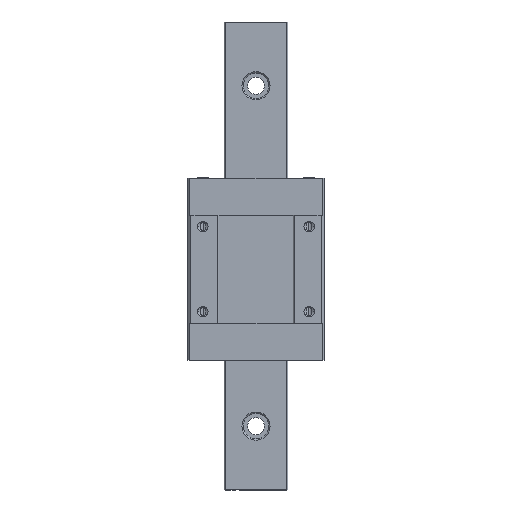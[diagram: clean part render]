
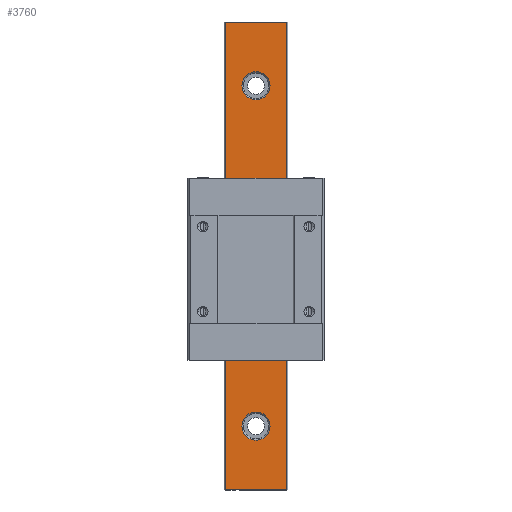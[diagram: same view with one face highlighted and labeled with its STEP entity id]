
A CAD part, top view. The second image highlights one B-rep face of the part: STEP entity #3760.
In plain terms, the highlighted planar face has unit normal (0, 0, 1).
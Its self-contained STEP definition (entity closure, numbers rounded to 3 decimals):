
#213 = CARTESIAN_POINT ( 'NONE',  ( 0., 0., 4.75 ) ) ;
#328 = EDGE_CURVE ( 'NONE', #2398, #5507, #4860, .T. ) ;
#380 = EDGE_LOOP ( 'NONE', ( #529, #4145 ) ) ;
#394 = CARTESIAN_POINT ( 'NONE',  ( 0., 40., 4.75 ) ) ;
#440 = VERTEX_POINT ( 'NONE', #3209 ) ;
#529 = ORIENTED_EDGE ( 'NONE', *, *, #1920, .T. ) ;
#564 = EDGE_LOOP ( 'NONE', ( #5595, #4343 ) ) ;
#612 = CARTESIAN_POINT ( 'NONE',  ( 7.2, -55., 4.75 ) ) ;
#667 = VERTEX_POINT ( 'NONE', #3463 ) ;
#851 = EDGE_CURVE ( 'NONE', #667, #5500, #4283, .T. ) ;
#1004 = VERTEX_POINT ( 'NONE', #4174 ) ;
#1026 = CARTESIAN_POINT ( 'NONE',  ( 3.3, -40., 4.75 ) ) ;
#1070 = ORIENTED_EDGE ( 'NONE', *, *, #1523, .T. ) ;
#1080 = EDGE_CURVE ( 'NONE', #5553, #667, #2990, .T. ) ;
#1082 = PLANE ( 'NONE',  #2877 ) ;
#1133 = AXIS2_PLACEMENT_3D ( 'NONE', #5495, #4252, #3644 ) ;
#1214 = ORIENTED_EDGE ( 'NONE', *, *, #4363, .T. ) ;
#1256 = VERTEX_POINT ( 'NONE', #5227 ) ;
#1469 = DIRECTION ( 'NONE',  ( 0., 1., 0. ) ) ;
#1523 = EDGE_CURVE ( 'NONE', #2359, #5553, #3157, .T. ) ;
#1542 = ORIENTED_EDGE ( 'NONE', *, *, #5284, .T. ) ;
#1608 = AXIS2_PLACEMENT_3D ( 'NONE', #3761, #3150, #2541 ) ;
#1738 = CIRCLE ( 'NONE', #3643, 3.3 ) ;
#1760 = DIRECTION ( 'NONE',  ( 0., -1., 0. ) ) ;
#1839 = CIRCLE ( 'NONE', #5013, 3.3 ) ;
#1920 = EDGE_CURVE ( 'NONE', #4843, #440, #3517, .T. ) ;
#1932 = DIRECTION ( 'NONE',  ( -1., 0., 0. ) ) ;
#2008 = DIRECTION ( 'NONE',  ( 1., 0., 0. ) ) ;
#2090 = CARTESIAN_POINT ( 'NONE',  ( 7.2, -55., 4.75 ) ) ;
#2102 = FACE_BOUND ( 'NONE', #380, .T. ) ;
#2165 = DIRECTION ( 'NONE',  ( 1., 0., 0. ) ) ;
#2183 = VECTOR ( 'NONE', #3062, 1000. ) ;
#2241 = ORIENTED_EDGE ( 'NONE', *, *, #5028, .T. ) ;
#2256 = FACE_BOUND ( 'NONE', #564, .T. ) ;
#2359 = VERTEX_POINT ( 'NONE', #5609 ) ;
#2367 = CARTESIAN_POINT ( 'NONE',  ( -7.2, -55., 4.75 ) ) ;
#2384 = CARTESIAN_POINT ( 'NONE',  ( -3.3, 0., 4.75 ) ) ;
#2398 = VERTEX_POINT ( 'NONE', #2384 ) ;
#2541 = DIRECTION ( 'NONE',  ( 1., 0., 0. ) ) ;
#2547 = CARTESIAN_POINT ( 'NONE',  ( -7.2, 55., 4.75 ) ) ;
#2565 = FACE_BOUND ( 'NONE', #5070, .T. ) ;
#2617 = DIRECTION ( 'NONE',  ( 0., 0., -1. ) ) ;
#2701 = LINE ( 'NONE', #2090, #4695 ) ;
#2779 = DIRECTION ( 'NONE',  ( 0., 0., -1. ) ) ;
#2796 = ORIENTED_EDGE ( 'NONE', *, *, #1080, .T. ) ;
#2843 = VECTOR ( 'NONE', #1760, 1000. ) ;
#2877 = AXIS2_PLACEMENT_3D ( 'NONE', #5246, #4622, #4012 ) ;
#2928 = VECTOR ( 'NONE', #1932, 1000. ) ;
#2944 = EDGE_CURVE ( 'NONE', #5507, #2398, #1738, .T. ) ;
#2990 = LINE ( 'NONE', #2367, #2843 ) ;
#3062 = DIRECTION ( 'NONE',  ( 1., 0., 0. ) ) ;
#3150 = DIRECTION ( 'NONE',  ( 0., 0., -1. ) ) ;
#3157 = LINE ( 'NONE', #2547, #2928 ) ;
#3209 = CARTESIAN_POINT ( 'NONE',  ( -3.3, -40., 4.75 ) ) ;
#3394 = CARTESIAN_POINT ( 'NONE',  ( 0., -40., 4.75 ) ) ;
#3463 = CARTESIAN_POINT ( 'NONE',  ( -7.2, -55., 4.75 ) ) ;
#3517 = CIRCLE ( 'NONE', #1608, 3.3 ) ;
#3643 = AXIS2_PLACEMENT_3D ( 'NONE', #213, #5613, #4994 ) ;
#3644 = DIRECTION ( 'NONE',  ( 1., 0., 0. ) ) ;
#3674 = CARTESIAN_POINT ( 'NONE',  ( -7.2, -55., 4.75 ) ) ;
#3751 = ORIENTED_EDGE ( 'NONE', *, *, #851, .T. ) ;
#3760 = ADVANCED_FACE ( 'NONE', ( #5778, #2102, #2256, #2565 ), #1082, .T. ) ;
#3761 = CARTESIAN_POINT ( 'NONE',  ( 0., -40., 4.75 ) ) ;
#3847 = CARTESIAN_POINT ( 'NONE',  ( 0., 40., 4.75 ) ) ;
#4012 = DIRECTION ( 'NONE',  ( 1., 0., 0. ) ) ;
#4145 = ORIENTED_EDGE ( 'NONE', *, *, #4228, .T. ) ;
#4174 = CARTESIAN_POINT ( 'NONE',  ( 3.3, 40., 4.75 ) ) ;
#4228 = EDGE_CURVE ( 'NONE', #440, #4843, #4546, .T. ) ;
#4252 = DIRECTION ( 'NONE',  ( 0., 0., -1. ) ) ;
#4283 = LINE ( 'NONE', #3674, #2183 ) ;
#4339 = AXIS2_PLACEMENT_3D ( 'NONE', #3394, #2779, #2165 ) ;
#4343 = ORIENTED_EDGE ( 'NONE', *, *, #328, .T. ) ;
#4363 = EDGE_CURVE ( 'NONE', #5500, #2359, #2701, .T. ) ;
#4546 = CIRCLE ( 'NONE', #4339, 3.3 ) ;
#4622 = DIRECTION ( 'NONE',  ( 0., 0., 1. ) ) ;
#4660 = AXIS2_PLACEMENT_3D ( 'NONE', #3847, #2617, #2008 ) ;
#4695 = VECTOR ( 'NONE', #1469, 1000. ) ;
#4843 = VERTEX_POINT ( 'NONE', #1026 ) ;
#4860 = CIRCLE ( 'NONE', #1133, 3.3 ) ;
#4994 = DIRECTION ( 'NONE',  ( 1., 0., 0. ) ) ;
#5013 = AXIS2_PLACEMENT_3D ( 'NONE', #394, #5798, #5181 ) ;
#5028 = EDGE_CURVE ( 'NONE', #1004, #1256, #5965, .T. ) ;
#5070 = EDGE_LOOP ( 'NONE', ( #2241, #1542 ) ) ;
#5181 = DIRECTION ( 'NONE',  ( 1., 0., 0. ) ) ;
#5227 = CARTESIAN_POINT ( 'NONE',  ( -3.3, 40., 4.75 ) ) ;
#5246 = CARTESIAN_POINT ( 'NONE',  ( -7.2, -55., 4.75 ) ) ;
#5284 = EDGE_CURVE ( 'NONE', #1256, #1004, #1839, .T. ) ;
#5495 = CARTESIAN_POINT ( 'NONE',  ( 0., 0., 4.75 ) ) ;
#5500 = VERTEX_POINT ( 'NONE', #612 ) ;
#5507 = VERTEX_POINT ( 'NONE', #6005 ) ;
#5553 = VERTEX_POINT ( 'NONE', #5626 ) ;
#5595 = ORIENTED_EDGE ( 'NONE', *, *, #2944, .T. ) ;
#5609 = CARTESIAN_POINT ( 'NONE',  ( 7.2, 55., 4.75 ) ) ;
#5613 = DIRECTION ( 'NONE',  ( 0., 0., -1. ) ) ;
#5626 = CARTESIAN_POINT ( 'NONE',  ( -7.2, 55., 4.75 ) ) ;
#5777 = EDGE_LOOP ( 'NONE', ( #3751, #1214, #1070, #2796 ) ) ;
#5778 = FACE_OUTER_BOUND ( 'NONE', #5777, .T. ) ;
#5798 = DIRECTION ( 'NONE',  ( 0., 0., -1. ) ) ;
#5965 = CIRCLE ( 'NONE', #4660, 3.3 ) ;
#6005 = CARTESIAN_POINT ( 'NONE',  ( 3.3, 0., 4.75 ) ) ;
